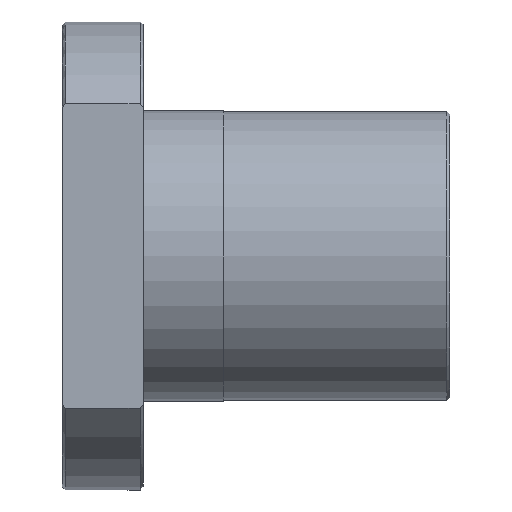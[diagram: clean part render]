
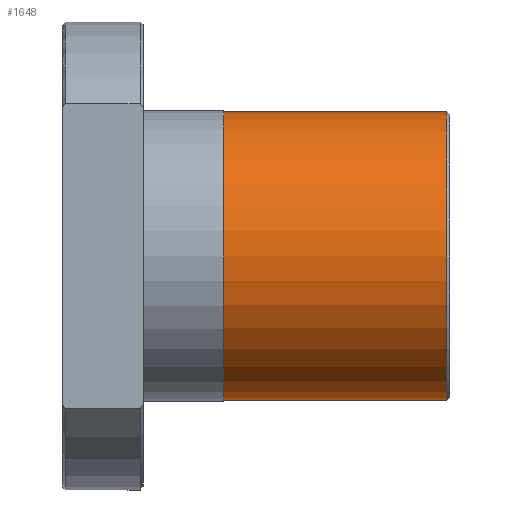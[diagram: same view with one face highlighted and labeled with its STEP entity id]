
A CAD part, front view. The second image highlights one B-rep face of the part: STEP entity #1648.
In plain terms, the highlighted cylindrical face has radius 17.9 mm (diameter 35.8 mm), a partial arc.
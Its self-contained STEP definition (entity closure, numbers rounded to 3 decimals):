
#120 = EDGE_LOOP ( 'NONE', ( #1908, #1591, #1736, #1601 ) ) ;
#201 = CARTESIAN_POINT ( 'NONE',  ( 1496., 0., 17.9 ) ) ;
#332 = DIRECTION ( 'NONE',  ( -1., 0., 0. ) ) ;
#346 = CARTESIAN_POINT ( 'NONE',  ( 1496., 0., 0. ) ) ;
#373 = CARTESIAN_POINT ( 'NONE',  ( 1523.642, 0., 17.9 ) ) ;
#414 = DIRECTION ( 'NONE',  ( 1., 0., 0. ) ) ;
#504 = VECTOR ( 'NONE', #414, 1000. ) ;
#572 = VERTEX_POINT ( 'NONE', #675 ) ;
#619 = AXIS2_PLACEMENT_3D ( 'NONE', #346, #332, #1096 ) ;
#675 = CARTESIAN_POINT ( 'NONE',  ( 1523.642, 0., -17.9 ) ) ;
#698 = DIRECTION ( 'NONE',  ( 1., 0., 0. ) ) ;
#756 = DIRECTION ( 'NONE',  ( 0., 0., -1. ) ) ;
#894 = CARTESIAN_POINT ( 'NONE',  ( 1509.821, 0., 17.9 ) ) ;
#928 = CARTESIAN_POINT ( 'NONE',  ( 1509.821, 0., 0. ) ) ;
#976 = EDGE_CURVE ( 'NONE', #1635, #1276, #3043, .T. ) ;
#1096 = DIRECTION ( 'NONE',  ( 0., 0., -1. ) ) ;
#1121 = CIRCLE ( 'NONE', #619, 17.9 ) ;
#1155 = FACE_OUTER_BOUND ( 'NONE', #120, .T. ) ;
#1172 = VECTOR ( 'NONE', #2708, 1000. ) ;
#1194 = AXIS2_PLACEMENT_3D ( 'NONE', #1680, #2417, #756 ) ;
#1276 = VERTEX_POINT ( 'NONE', #373 ) ;
#1500 = CARTESIAN_POINT ( 'NONE',  ( 1509.821, 0., -17.9 ) ) ;
#1591 = ORIENTED_EDGE ( 'NONE', *, *, #2199, .F. ) ;
#1601 = ORIENTED_EDGE ( 'NONE', *, *, #1687, .T. ) ;
#1635 = VERTEX_POINT ( 'NONE', #201 ) ;
#1648 = ADVANCED_FACE ( 'NONE', ( #1155 ), #1649, .T. ) ;
#1649 = CYLINDRICAL_SURFACE ( 'NONE', #2531, 17.9 ) ;
#1680 = CARTESIAN_POINT ( 'NONE',  ( 1523.642, 0., 0. ) ) ;
#1687 = EDGE_CURVE ( 'NONE', #572, #1276, #2180, .T. ) ;
#1736 = ORIENTED_EDGE ( 'NONE', *, *, #2820, .T. ) ;
#1747 = LINE ( 'NONE', #1500, #1172 ) ;
#1908 = ORIENTED_EDGE ( 'NONE', *, *, #976, .F. ) ;
#2030 = DIRECTION ( 'NONE',  ( 0., 0., -1. ) ) ;
#2180 = CIRCLE ( 'NONE', #1194, 17.9 ) ;
#2199 = EDGE_CURVE ( 'NONE', #2725, #1635, #1121, .T. ) ;
#2214 = CARTESIAN_POINT ( 'NONE',  ( 1496., 0., -17.9 ) ) ;
#2417 = DIRECTION ( 'NONE',  ( -1., 0., 0. ) ) ;
#2531 = AXIS2_PLACEMENT_3D ( 'NONE', #928, #698, #2030 ) ;
#2708 = DIRECTION ( 'NONE',  ( 1., 0., 0. ) ) ;
#2725 = VERTEX_POINT ( 'NONE', #2214 ) ;
#2820 = EDGE_CURVE ( 'NONE', #2725, #572, #1747, .T. ) ;
#3043 = LINE ( 'NONE', #894, #504 ) ;
